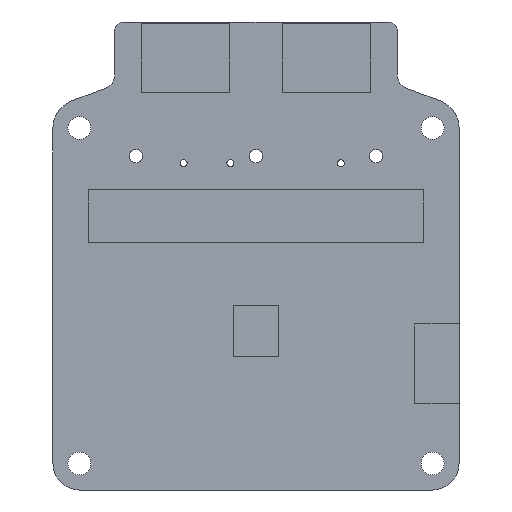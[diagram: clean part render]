
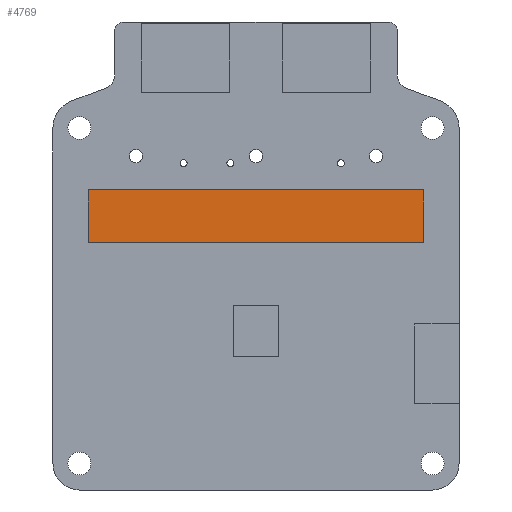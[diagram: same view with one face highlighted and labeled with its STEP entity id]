
A CAD part, front view. The second image highlights one B-rep face of the part: STEP entity #4769.
In plain terms, the highlighted planar face has unit normal (0, -1, 0).
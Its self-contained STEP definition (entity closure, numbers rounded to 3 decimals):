
#129=FACE_OUTER_BOUND('',#395,.T.);
#395=EDGE_LOOP('',(#3165,#3166,#3167,#3168));
#715=LINE('',#6609,#1363);
#719=LINE('',#6616,#1367);
#722=LINE('',#6622,#1370);
#724=LINE('',#6625,#1372);
#1363=VECTOR('',#5353,10.);
#1367=VECTOR('',#5359,10.);
#1370=VECTOR('',#5364,10.);
#1372=VECTOR('',#5368,10.);
#2011=VERTEX_POINT('',#6606);
#2012=VERTEX_POINT('',#6608);
#2014=VERTEX_POINT('',#6614);
#2016=VERTEX_POINT('',#6620);
#2467=EDGE_CURVE('',#2011,#2012,#715,.T.);
#2471=EDGE_CURVE('',#2014,#2011,#719,.T.);
#2474=EDGE_CURVE('',#2016,#2014,#722,.T.);
#2476=EDGE_CURVE('',#2012,#2016,#724,.T.);
#3165=ORIENTED_EDGE('',*,*,#2476,.F.);
#3166=ORIENTED_EDGE('',*,*,#2467,.F.);
#3167=ORIENTED_EDGE('',*,*,#2471,.F.);
#3168=ORIENTED_EDGE('',*,*,#2474,.F.);
#4521=PLANE('',#5049);
#4769=ADVANCED_FACE('',(#129),#4521,.F.);
#5049=AXIS2_PLACEMENT_3D('',#6626,#5369,#5370);
#5353=DIRECTION('',(0.,0.,-1.));
#5359=DIRECTION('',(1.,0.,0.));
#5364=DIRECTION('',(0.,0.,1.));
#5368=DIRECTION('',(-1.,0.,0.));
#5369=DIRECTION('center_axis',(0.,1.,0.));
#5370=DIRECTION('ref_axis',(0.,0.,1.));
#6606=CARTESIAN_POINT('',(19.,0.05,24.));
#6608=CARTESIAN_POINT('',(19.,0.05,18.));
#6609=CARTESIAN_POINT('',(19.,0.05,24.));
#6614=CARTESIAN_POINT('',(-19.,0.05,24.));
#6616=CARTESIAN_POINT('',(-19.,0.05,24.));
#6620=CARTESIAN_POINT('',(-19.,0.05,18.));
#6622=CARTESIAN_POINT('',(-19.,0.05,18.));
#6625=CARTESIAN_POINT('',(19.,0.05,18.));
#6626=CARTESIAN_POINT('Origin',(0.,0.05,21.));
